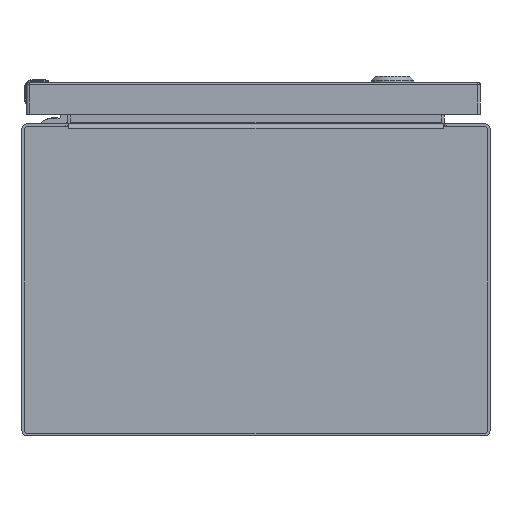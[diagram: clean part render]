
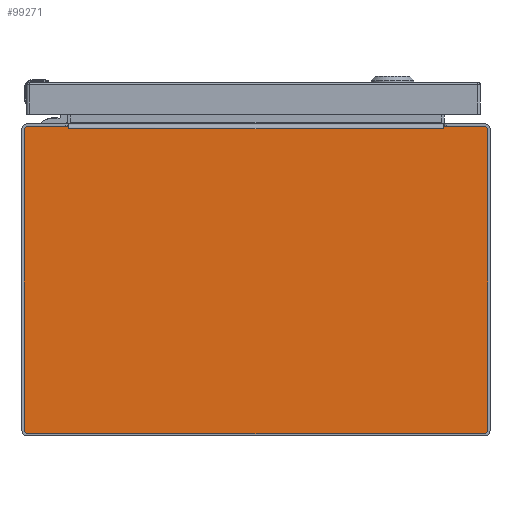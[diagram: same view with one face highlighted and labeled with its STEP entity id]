
A CAD part, front view. The second image highlights one B-rep face of the part: STEP entity #99271.
In plain terms, the highlighted planar face has unit normal (0, -1, 0).
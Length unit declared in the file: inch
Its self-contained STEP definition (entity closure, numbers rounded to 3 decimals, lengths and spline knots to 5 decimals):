
#477 = VERTEX_POINT ( 'NONE', #2639 ) ;
#1063 = ORIENTED_EDGE ( 'NONE', *, *, #64692, .F. ) ;
#1865 = DIRECTION ( 'NONE',  ( 0., 0., -1. ) ) ;
#2639 = CARTESIAN_POINT ( 'NONE',  ( 4.82312, -8., 3.937 ) ) ;
#2889 = CARTESIAN_POINT ( 'NONE',  ( 0., -8., 0. ) ) ;
#3469 = LINE ( 'NONE', #51090, #47465 ) ;
#4584 = CARTESIAN_POINT ( 'NONE',  ( 4.80579, -8., 3.883 ) ) ;
#5412 = CIRCLE ( 'NONE', #32896, 0.08 ) ;
#6273 = LINE ( 'NONE', #84053, #78180 ) ;
#6996 = DIRECTION ( 'NONE',  ( -0.174, 0., -0.985 ) ) ;
#9238 = VERTEX_POINT ( 'NONE', #44065 ) ;
#9295 = ORIENTED_EDGE ( 'NONE', *, *, #41519, .T. ) ;
#10026 = VECTOR ( 'NONE', #54061, 39.37008 ) ;
#10817 = VECTOR ( 'NONE', #14712, 39.37008 ) ;
#11698 = DIRECTION ( 'NONE',  ( 0., 1., 0. ) ) ;
#13359 = VERTEX_POINT ( 'NONE', #84542 ) ;
#14347 = EDGE_CURVE ( 'NONE', #14702, #73029, #44780, .T. ) ;
#14702 = VERTEX_POINT ( 'NONE', #44437 ) ;
#14712 = DIRECTION ( 'NONE',  ( 1., 0., 0. ) ) ;
#17266 = VERTEX_POINT ( 'NONE', #72931 ) ;
#18920 = AXIS2_PLACEMENT_3D ( 'NONE', #2889, #80221, #1865 ) ;
#19904 = DIRECTION ( 'NONE',  ( 0., 0., -1. ) ) ;
#22015 = CARTESIAN_POINT ( 'NONE',  ( 5.937, -8., 3.857 ) ) ;
#23195 = CARTESIAN_POINT ( 'NONE',  ( 0., -8., 3.883 ) ) ;
#23219 = CARTESIAN_POINT ( 'NONE',  ( 4.81836, -8., 3.91 ) ) ;
#27791 = VERTEX_POINT ( 'NONE', #41900 ) ;
#28249 = EDGE_CURVE ( 'NONE', #9238, #17266, #81816, .T. ) ;
#29849 = DIRECTION ( 'NONE',  ( 0.174, 0., -0.985 ) ) ;
#30360 = CARTESIAN_POINT ( 'NONE',  ( -4.81836, -8., 3.91 ) ) ;
#32545 = CARTESIAN_POINT ( 'NONE',  ( 5.857, -8., -3.857 ) ) ;
#32546 = ORIENTED_EDGE ( 'NONE', *, *, #72559, .T. ) ;
#32591 = CIRCLE ( 'NONE', #55197, 0.08 ) ;
#32677 = ORIENTED_EDGE ( 'NONE', *, *, #96801, .F. ) ;
#32896 = AXIS2_PLACEMENT_3D ( 'NONE', #32545, #56785, #78471 ) ;
#35769 = EDGE_CURVE ( 'NONE', #13359, #58117, #74347, .T. ) ;
#37572 = LINE ( 'NONE', #53211, #10817 ) ;
#37750 = DIRECTION ( 'NONE',  ( 0., 1., 0. ) ) ;
#38058 = EDGE_CURVE ( 'NONE', #17266, #43744, #99516, .T. ) ;
#38079 = DIRECTION ( 'NONE',  ( 0., 1., 0. ) ) ;
#41519 = EDGE_CURVE ( 'NONE', #58117, #79880, #98461, .T. ) ;
#41900 = CARTESIAN_POINT ( 'NONE',  ( 5.937, -8., -3.857 ) ) ;
#42741 = CARTESIAN_POINT ( 'NONE',  ( -5.937, -8., 3.857 ) ) ;
#43153 = VERTEX_POINT ( 'NONE', #75863 ) ;
#43744 = VERTEX_POINT ( 'NONE', #79058 ) ;
#43837 = VERTEX_POINT ( 'NONE', #42741 ) ;
#44065 = CARTESIAN_POINT ( 'NONE',  ( -5.857, -8., 3.937 ) ) ;
#44282 = DIRECTION ( 'NONE',  ( 1., 0., 0. ) ) ;
#44437 = CARTESIAN_POINT ( 'NONE',  ( 5.857, -8., 3.937 ) ) ;
#44780 = CIRCLE ( 'NONE', #89825, 0.08 ) ;
#45261 = EDGE_CURVE ( 'NONE', #477, #14702, #37572, .T. ) ;
#47465 = VECTOR ( 'NONE', #81804, 39.37008 ) ;
#48964 = ORIENTED_EDGE ( 'NONE', *, *, #38058, .F. ) ;
#50910 = EDGE_CURVE ( 'NONE', #43837, #9238, #86131, .T. ) ;
#51090 = CARTESIAN_POINT ( 'NONE',  ( -5.937, -8., 0. ) ) ;
#53211 = CARTESIAN_POINT ( 'NONE',  ( 0., -8., 3.937 ) ) ;
#54061 = DIRECTION ( 'NONE',  ( -1., 0., 0. ) ) ;
#55197 = AXIS2_PLACEMENT_3D ( 'NONE', #99296, #37750, #84113 ) ;
#56785 = DIRECTION ( 'NONE',  ( 0., 1., 0. ) ) ;
#57257 = VECTOR ( 'NONE', #59138, 39.37008 ) ;
#57854 = EDGE_CURVE ( 'NONE', #74141, #43837, #3469, .T. ) ;
#58117 = VERTEX_POINT ( 'NONE', #58488 ) ;
#58488 = CARTESIAN_POINT ( 'NONE',  ( 4.798, -8., 3.883 ) ) ;
#58510 = EDGE_CURVE ( 'NONE', #43744, #79880, #6273, .T. ) ;
#58706 = CARTESIAN_POINT ( 'NONE',  ( -5.857, -8., 3.857 ) ) ;
#59138 = DIRECTION ( 'NONE',  ( 1., 0., 0. ) ) ;
#60379 = AXIS2_PLACEMENT_3D ( 'NONE', #58706, #11698, #74361 ) ;
#63207 = VERTEX_POINT ( 'NONE', #70966 ) ;
#63428 = LINE ( 'NONE', #92712, #95755 ) ;
#64002 = ORIENTED_EDGE ( 'NONE', *, *, #14347, .F. ) ;
#64692 = EDGE_CURVE ( 'NONE', #43153, #74141, #32591, .T. ) ;
#65216 = ORIENTED_EDGE ( 'NONE', *, *, #35769, .T. ) ;
#66447 = LINE ( 'NONE', #91100, #94250 ) ;
#67380 = CARTESIAN_POINT ( 'NONE',  ( 5.857, -8., 3.857 ) ) ;
#67967 = ORIENTED_EDGE ( 'NONE', *, *, #45261, .F. ) ;
#69363 = DIRECTION ( 'NONE',  ( 0., 0., -1. ) ) ;
#69558 = DIRECTION ( 'NONE',  ( -1., 0., 0. ) ) ;
#70333 = ORIENTED_EDGE ( 'NONE', *, *, #50910, .F. ) ;
#70966 = CARTESIAN_POINT ( 'NONE',  ( 5.857, -8., -3.937 ) ) ;
#72559 = EDGE_CURVE ( 'NONE', #477, #13359, #77270, .T. ) ;
#72931 = CARTESIAN_POINT ( 'NONE',  ( -4.82312, -8., 3.937 ) ) ;
#73029 = VERTEX_POINT ( 'NONE', #22015 ) ;
#73172 = FACE_OUTER_BOUND ( 'NONE', #94837, .T. ) ;
#73334 = DIRECTION ( 'NONE',  ( -1., 0., 0. ) ) ;
#74141 = VERTEX_POINT ( 'NONE', #80397 ) ;
#74347 = LINE ( 'NONE', #4584, #90807 ) ;
#74361 = DIRECTION ( 'NONE',  ( 0., 0., -1. ) ) ;
#74801 = CARTESIAN_POINT ( 'NONE',  ( 0., -8., 3.937 ) ) ;
#75863 = CARTESIAN_POINT ( 'NONE',  ( -5.857, -8., -3.937 ) ) ;
#76250 = ORIENTED_EDGE ( 'NONE', *, *, #58510, .F. ) ;
#77021 = EDGE_CURVE ( 'NONE', #73029, #27791, #66447, .T. ) ;
#77270 = LINE ( 'NONE', #23219, #83628 ) ;
#77551 = EDGE_CURVE ( 'NONE', #63207, #43153, #63428, .T. ) ;
#78180 = VECTOR ( 'NONE', #44282, 39.37008 ) ;
#78471 = DIRECTION ( 'NONE',  ( 0., 0., -1. ) ) ;
#79058 = CARTESIAN_POINT ( 'NONE',  ( -4.8136, -8., 3.883 ) ) ;
#79230 = PLANE ( 'NONE',  #18920 ) ;
#79880 = VERTEX_POINT ( 'NONE', #87082 ) ;
#80221 = DIRECTION ( 'NONE',  ( 0., -1., 0. ) ) ;
#80397 = CARTESIAN_POINT ( 'NONE',  ( -5.937, -8., -3.857 ) ) ;
#81804 = DIRECTION ( 'NONE',  ( 0., 0., 1. ) ) ;
#81816 = LINE ( 'NONE', #74801, #57257 ) ;
#83117 = ORIENTED_EDGE ( 'NONE', *, *, #77021, .F. ) ;
#83628 = VECTOR ( 'NONE', #6996, 39.37008 ) ;
#84053 = CARTESIAN_POINT ( 'NONE',  ( -4.80579, -8., 3.883 ) ) ;
#84113 = DIRECTION ( 'NONE',  ( 0., 0., -1. ) ) ;
#84542 = CARTESIAN_POINT ( 'NONE',  ( 4.8136, -8., 3.883 ) ) ;
#86131 = CIRCLE ( 'NONE', #60379, 0.08 ) ;
#86144 = ORIENTED_EDGE ( 'NONE', *, *, #77551, .F. ) ;
#87082 = CARTESIAN_POINT ( 'NONE',  ( -4.798, -8., 3.883 ) ) ;
#89825 = AXIS2_PLACEMENT_3D ( 'NONE', #67380, #38079, #69363 ) ;
#90807 = VECTOR ( 'NONE', #73334, 39.37008 ) ;
#90877 = ORIENTED_EDGE ( 'NONE', *, *, #57854, .F. ) ;
#91100 = CARTESIAN_POINT ( 'NONE',  ( 5.937, -8., 0. ) ) ;
#91291 = ORIENTED_EDGE ( 'NONE', *, *, #28249, .F. ) ;
#92712 = CARTESIAN_POINT ( 'NONE',  ( 0., -8., -3.937 ) ) ;
#94250 = VECTOR ( 'NONE', #19904, 39.37008 ) ;
#94837 = EDGE_LOOP ( 'NONE', ( #91291, #70333, #90877, #1063, #86144, #32677, #83117, #64002, #67967, #32546, #65216, #9295, #76250, #48964 ) ) ;
#95755 = VECTOR ( 'NONE', #69558, 39.37008 ) ;
#96801 = EDGE_CURVE ( 'NONE', #27791, #63207, #5412, .T. ) ;
#97827 = VECTOR ( 'NONE', #29849, 39.37008 ) ;
#98461 = LINE ( 'NONE', #23195, #10026 ) ;
#99271 = ADVANCED_FACE ( 'NONE', ( #73172 ), #79230, .T. ) ;
#99296 = CARTESIAN_POINT ( 'NONE',  ( -5.857, -8., -3.857 ) ) ;
#99516 = LINE ( 'NONE', #30360, #97827 ) ;
